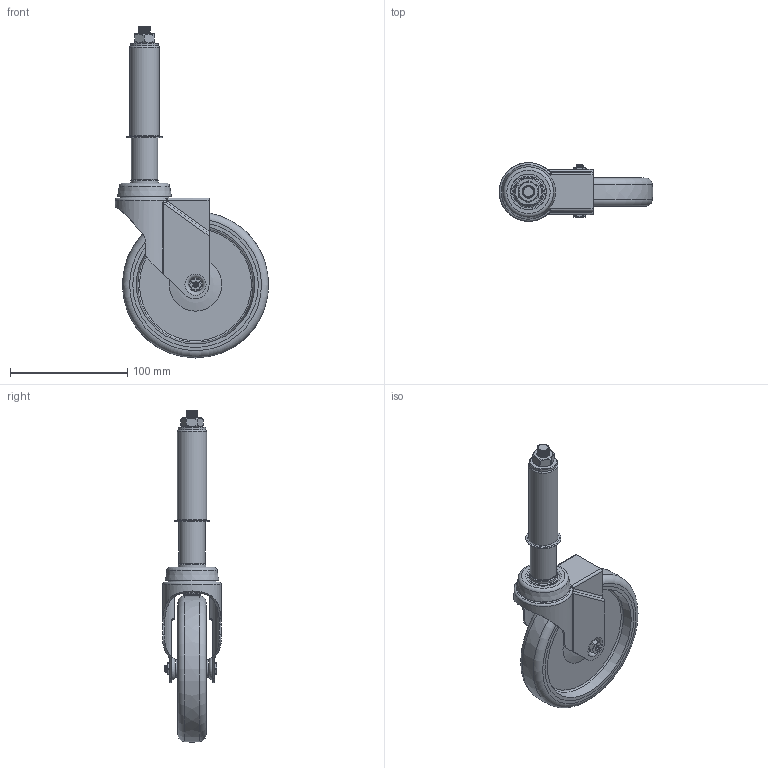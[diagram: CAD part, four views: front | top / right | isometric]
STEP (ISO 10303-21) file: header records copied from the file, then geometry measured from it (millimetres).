
FILE_DESCRIPTION(/* description */ ('','CAx-IF Rec.Pracs.---Representation and Presentation of Product Manufacturing Information (PMI)---4.0---2014-10-13'),/* implementation_level */ '2;1');
FILE_NAME(/* name */ 'BZRA125GRSPR16.step',/* time_stamp */ '2025-02-28T11:08:25Z',/* author */ (''),/* organization */ (''),/* preprocessor_version */ 'ST-DEVELOPER v20',/* originating_system */ 'Autodesk Translation Framework v13.20.0.188',/* authorisation */ '');
FILE_SCHEMA (('AP242_MANAGED_MODEL_BASED_3D_ENGINEERING_MIM_LF { 1 0 10303 442 1 1 4 }'));
Products named in the file (25): BZRA125GRSPR16; BZRA125ASBH10 v1; ZINC PLATED PRESSED STEEL FORKS; ZINC PLATED PRESSED STEEL HEAD; BZRA125WGR v1; THERMOPLASTIC RUBBER WHEEL; POLYPROPYLENE RIM; TUBEM8X30 v1; ZINC PLATED AXLE TUBE; BOLTBZRA6MM v1; ZINC PLATED AXLE BOLT; NM6GR8HALFGR8 v1; ZINC PLATED LOCKING NUT; BZDSPR16KG v1; SPR16KGINTWASHER; SPRKGNOSPRING; STEM; INNER; OUTTER; nut; SPRING; NYLOCM10Z; RUBBER; NUT2; WM12X24X2Z
Assembly tree (25 placements, depth 4):
  BZRA125GRSPR16
    BZRA125ASBH10 v1
      ZINC PLATED PRESSED STEEL FORKS
      ZINC PLATED PRESSED STEEL HEAD
    BZRA125WGR v1
      THERMOPLASTIC RUBBER WHEEL
      POLYPROPYLENE RIM
    TUBEM8X30 v1
      ZINC PLATED AXLE TUBE
    BOLTBZRA6MM v1
      ZINC PLATED AXLE BOLT
    NM6GR8HALFGR8 v1
      ZINC PLATED LOCKING NUT
    BZDSPR16KG v1
      SPR16KGINTWASHER
      WM12X24X2Z  x2
      SPRKGNOSPRING
        STEM
        INNER
        OUTTER
        nut
      SPRING
      NYLOCM10Z
        RUBBER
        NUT2
Bounding box: 131 x 50 x 282.97 mm (x, y, z)
Volume: 229810.5 mm3; surface area: 134857.2 mm2
Topology: 17 solids, 17 shells, 458 faces, 1071 edges, 665 vertices
Faces by surface type: cylinder 178, plane 116, bspline 76, torus 48, cone 26, sphere 14
Full cylindrical faces by diameter (mm): 5 x9, 6 x2, 6.3 x1, 6.4 x1, 7.95 x1, 8 x1, 8.2 x1, 8.3 x1, 8.5 x28, 10 x3, 10.5 x1, 10.561 x1, 11.9 x2, 12 x2, 13 x2, 14.25 x1, 14.761 x1, 15 x4, 16 x1, 16.5 x1, 18 x1, 19.3 x1, 19.8 x1, 22.25 x1, 23 x1, 23.5 x2, 25 x1, 28 x1, 30 x1, 39 x1
Entity records: 62477 total; most frequent: CARTESIAN_POINT 51746, DIRECTION 2134, ORIENTED_EDGE 2108, EDGE_CURVE 1054, AXIS2_PLACEMENT_3D 920, VERTEX_POINT 659, EDGE_LOOP 509, FACE_OUTER_BOUND 453
